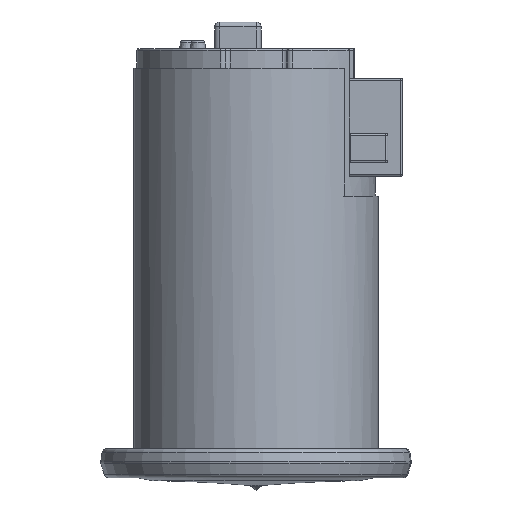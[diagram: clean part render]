
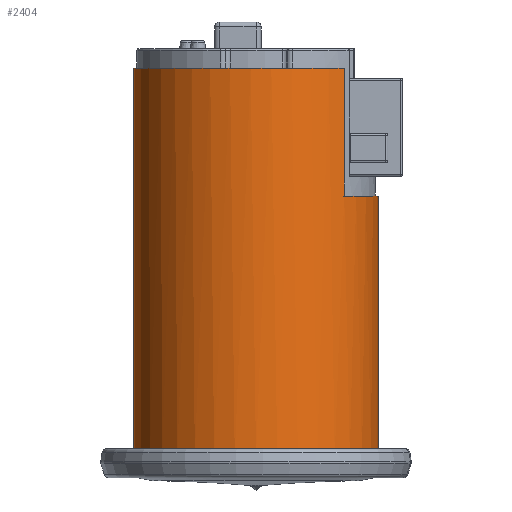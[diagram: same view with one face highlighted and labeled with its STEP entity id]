
A CAD part, front view. The second image highlights one B-rep face of the part: STEP entity #2404.
In plain terms, the highlighted cylindrical face has radius 12.453 mm (diameter 24.906 mm), a partial arc.
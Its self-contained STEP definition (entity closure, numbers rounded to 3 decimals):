
#1677=CARTESIAN_POINT('Vertex',(-12.453,0.,38.5)) ;
#1680=CARTESIAN_POINT('Axis2P3D Location',(0.,0.,38.5)) ;
#1684=CARTESIAN_POINT('Vertex',(8.971,-8.636,38.5)) ;
#2303=CARTESIAN_POINT('Line Origine',(8.971,-8.636,32.)) ;
#2307=CARTESIAN_POINT('Vertex',(8.971,-8.636,25.5)) ;
#2327=CARTESIAN_POINT('Axis2P3D Location',(0.,0.,25.5)) ;
#2331=CARTESIAN_POINT('Vertex',(12.453,0.,25.5)) ;
#2372=CARTESIAN_POINT('Axis2P3D Location',(0.,0.,18.75)) ;
#2377=CARTESIAN_POINT('Line Origine',(-12.453,0.,18.75)) ;
#2381=CARTESIAN_POINT('Vertex',(-12.453,0.,-1.)) ;
#2384=CARTESIAN_POINT('Axis2P3D Location',(0.,0.,-1.)) ;
#2388=CARTESIAN_POINT('Vertex',(12.453,0.,-1.)) ;
#2391=CARTESIAN_POINT('Line Origine',(12.453,0.,18.75)) ;
#1681=DIRECTION('Axis2P3D Direction',(0.,0.,1.)) ;
#2304=DIRECTION('Vector Direction',(0.,0.,-1.)) ;
#2328=DIRECTION('Axis2P3D Direction',(0.,0.,1.)) ;
#2373=DIRECTION('Axis2P3D Direction',(0.,0.,1.)) ;
#2374=DIRECTION('Axis2P3D XDirection',(1.,0.,0.)) ;
#2378=DIRECTION('Vector Direction',(0.,0.,1.)) ;
#2385=DIRECTION('Axis2P3D Direction',(0.,0.,1.)) ;
#2392=DIRECTION('Vector Direction',(0.,0.,1.)) ;
#1682=AXIS2_PLACEMENT_3D('Circle Axis2P3D',#1680,#1681,$) ;
#2329=AXIS2_PLACEMENT_3D('Circle Axis2P3D',#2327,#2328,$) ;
#2375=AXIS2_PLACEMENT_3D('Cylinder Axis2P3D',#2372,#2373,#2374) ;
#2386=AXIS2_PLACEMENT_3D('Circle Axis2P3D',#2384,#2385,$) ;
#2397=ORIENTED_EDGE('',*,*,#1686,.F.) ;
#2398=ORIENTED_EDGE('',*,*,#2383,.F.) ;
#2399=ORIENTED_EDGE('',*,*,#2390,.T.) ;
#2400=ORIENTED_EDGE('',*,*,#2395,.T.) ;
#2401=ORIENTED_EDGE('',*,*,#2333,.F.) ;
#2402=ORIENTED_EDGE('',*,*,#2309,.F.) ;
#2305=VECTOR('Line Direction',#2304,1.) ;
#2379=VECTOR('Line Direction',#2378,1.) ;
#2393=VECTOR('Line Direction',#2392,1.) ;
#2404=ADVANCED_FACE('Body.2',(#2403),#2376,.T.) ;
#1683=CIRCLE('generated circle',#1682,12.453) ;
#2330=CIRCLE('generated circle',#2329,12.453) ;
#2387=CIRCLE('generated circle',#2386,12.453) ;
#2376=CYLINDRICAL_SURFACE('generated cylinder',#2375,12.453) ;
#1686=EDGE_CURVE('',#1678,#1685,#1683,.T.) ;
#2309=EDGE_CURVE('',#1685,#2308,#2306,.T.) ;
#2333=EDGE_CURVE('',#2308,#2332,#2330,.T.) ;
#2383=EDGE_CURVE('',#2382,#1678,#2380,.T.) ;
#2390=EDGE_CURVE('',#2382,#2389,#2387,.T.) ;
#2395=EDGE_CURVE('',#2389,#2332,#2394,.T.) ;
#2396=EDGE_LOOP('',(#2397,#2398,#2399,#2400,#2401,#2402)) ;
#2403=FACE_OUTER_BOUND('',#2396,.T.) ;
#2306=LINE('Line',#2303,#2305) ;
#2380=LINE('Line',#2377,#2379) ;
#2394=LINE('Line',#2391,#2393) ;
#1678=VERTEX_POINT('',#1677) ;
#1685=VERTEX_POINT('',#1684) ;
#2308=VERTEX_POINT('',#2307) ;
#2332=VERTEX_POINT('',#2331) ;
#2382=VERTEX_POINT('',#2381) ;
#2389=VERTEX_POINT('',#2388) ;
